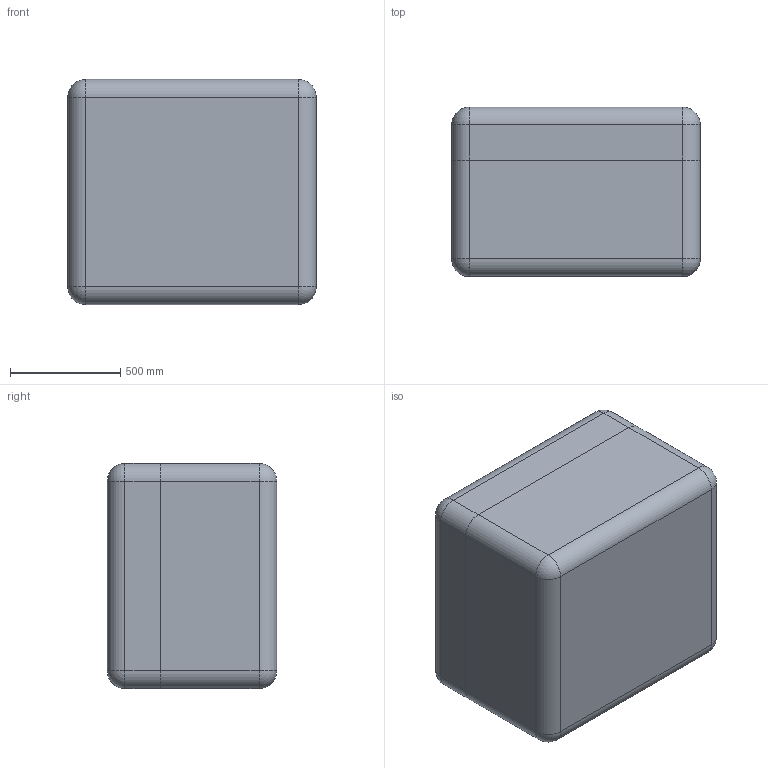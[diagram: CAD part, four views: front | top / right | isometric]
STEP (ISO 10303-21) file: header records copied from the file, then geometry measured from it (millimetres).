
FILE_DESCRIPTION (( 'STEP AP214' ), '1' );
FILE_NAME ('Òðàíñïîðòíûé êîíòåéíåð ÀÄÌÈÐÀË®ÏÐÎÔÅÑÑÈÎÍÀËÜÍÛÅ 214_óïðîùåííàÿ 3D-ìîäåëü.STEP', '2025-09-17T07:51:09', ( '' ), ( '' ), 'SwSTEP 2.0', 'SolidWorks 2021', '' );
FILE_SCHEMA (( 'AUTOMOTIVE_DESIGN' ));
Length unit declared in the file: millimetre
Products named in the file (3): Òðàíñïîðòíûé êîíòåéíåð ÀÄÌÈÐÀË®ÏÐÎÔÅÑÑÈÎÍÀËÜÍÛÅ 214_óïðîùåííàÿ 3D-ìîäåëü; Base 216; Lid_214
Assembly tree (2 placements, depth 2):
  Òðàíñïîðòíûé êîíòåéíåð ÀÄÌÈÐÀË®ÏÐÎÔÅÑÑÈÎÍÀËÜÍÛÅ 214_óïðîùåííàÿ 3D-ìîäåëü
    Base 216
    Lid_214
Bounding box: 1126.32 x 768.34 x 1021.07 mm (x, y, z)
Volume: 329636015.7 mm3; surface area: 11841607.7 mm2
Topology: 2 solids, 2 shells, 2415 faces, 6036 edges, 3456 vertices
Faces by surface type: cylinder 928, bspline 608, plane 479, torus 336, cone 32, sphere 32
Entity records: 94679 total; most frequent: CARTESIAN_POINT 42487, ORIENTED_EDGE 11752, DIRECTION 10152, EDGE_CURVE 5876, AXIS2_PLACEMENT_3D 3960, VERTEX_POINT 3456, EDGE_LOOP 2420, ADVANCED_FACE 2415
